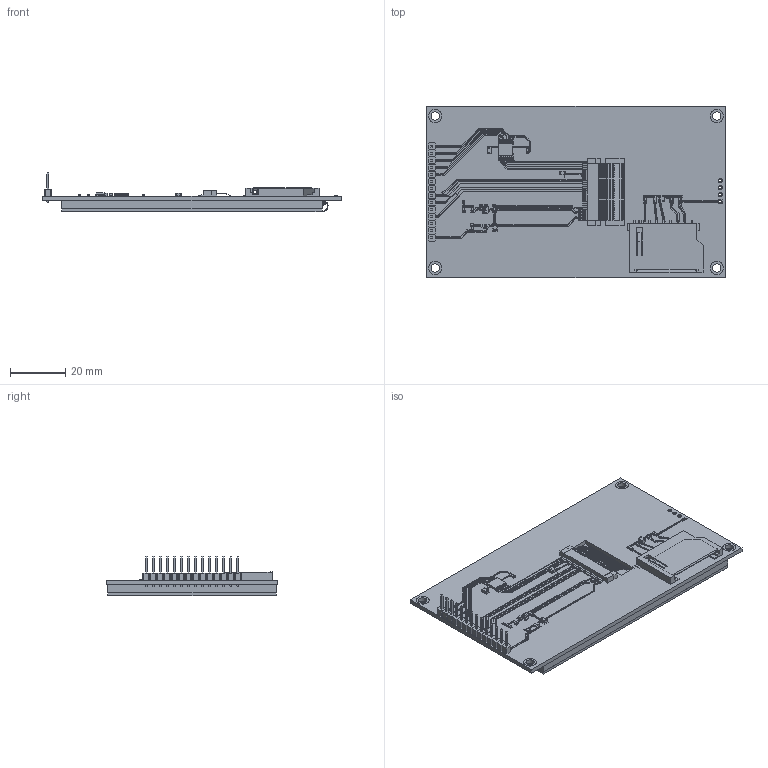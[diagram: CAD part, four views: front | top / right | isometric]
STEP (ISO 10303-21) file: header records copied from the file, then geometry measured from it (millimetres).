
FILE_DESCRIPTION(/* description */ (''),/* implementation_level */ '2;1');
FILE_NAME(/* name */ 'LCD.stp',/* time_stamp */ '2023-09-28T19:47:08+02:00',/* author */ ('Dmitry'),/* organization */ (''),/* preprocessor_version */ 'ST-DEVELOPER v17.2',/* originating_system */ 'Autodesk Inventor 2019',/* authorisation */ '');
FILE_SCHEMA (('AUTOMOTIVE_DESIGN { 1 0 10303 214 3 1 1 }'));
Products named in the file (11): LCD; pcb_lcd; K_ARDUINO_SD-SCHACHT; XPT204; Connector; J3Y; PINx14; resistor2; ceramic2; tft; ribbon_cable_1
Assembly tree (21 placements, depth 2):
  LCD
    pcb_lcd
    K_ARDUINO_SD-SCHACHT
    XPT204
    Connector
    J3Y
    PINx14
    resistor2  x9
    ceramic2  x4
    tft
    ribbon_cable_1
Bounding box: 108 x 62 x 14.15 mm (x, y, z)
Volume: 31867.2 mm3; surface area: 34068.6 mm2
Topology: 170 solids, 170 shells, 2819 faces, 7026 edges, 4614 vertices
Faces by surface type: plane 2434, cylinder 257, bspline 128
Full cylindrical faces by diameter (mm): 1 x21, 1.2 x16, 1.28 x1, 1.415 x1, 1.417 x2, 1.5 x3, 3 x4, 4 x4, 4.7 x4
Entity records: 74654 total; most frequent: CARTESIAN_POINT 14782, ORIENTED_EDGE 12180, DIRECTION 11150, EDGE_CURVE 6090, LINE 5478, VECTOR 5478, VERTEX_POINT 4006, AXIS2_PLACEMENT_3D 2836
